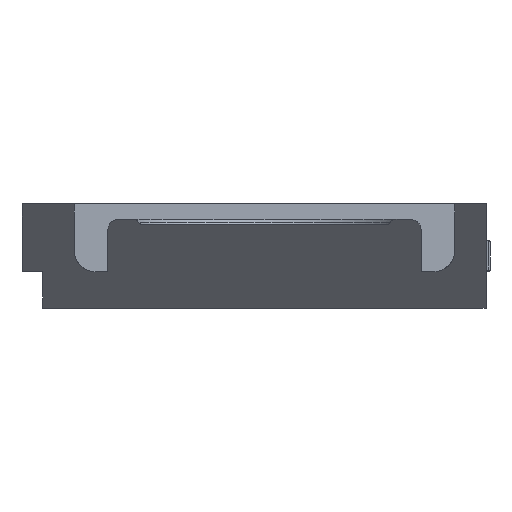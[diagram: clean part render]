
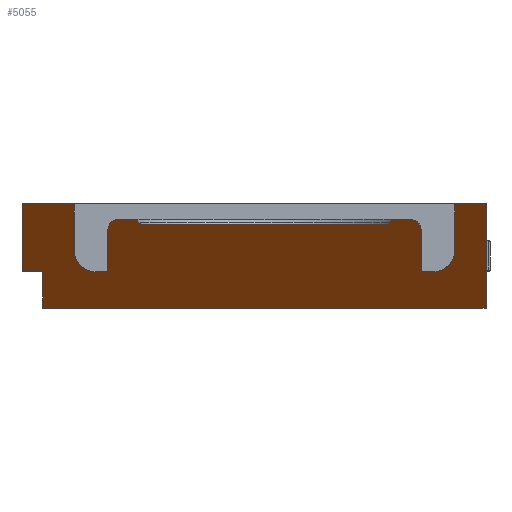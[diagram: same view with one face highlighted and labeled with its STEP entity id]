
A CAD part, front view. The second image highlights one B-rep face of the part: STEP entity #5055.
In plain terms, the highlighted planar face has unit normal (0, -0.707, -0.707).
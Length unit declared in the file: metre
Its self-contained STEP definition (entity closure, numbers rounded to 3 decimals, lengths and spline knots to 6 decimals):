
#76=ELLIPSE('',#5162,0.001414,0.001);
#77=ELLIPSE('',#5164,0.001414,0.001);
#78=ELLIPSE('',#5173,0.002828,0.002);
#97=ELLIPSE('',#5273,0.005657,0.004);
#119=ELLIPSE('',#5436,0.005657,0.004);
#120=ELLIPSE('',#5440,0.002828,0.002);
#121=ELLIPSE('',#5442,0.001414,0.001);
#122=ELLIPSE('',#5444,0.001414,0.001);
#1531=ORIENTED_EDGE('',*,*,#1816,.T.);
#1532=ORIENTED_EDGE('',*,*,#1815,.F.);
#1533=ORIENTED_EDGE('',*,*,#2320,.T.);
#1534=ORIENTED_EDGE('',*,*,#1991,.T.);
#1535=ORIENTED_EDGE('',*,*,#2322,.T.);
#1536=ORIENTED_EDGE('',*,*,#2324,.T.);
#1537=ORIENTED_EDGE('',*,*,#2326,.T.);
#1538=ORIENTED_EDGE('',*,*,#2328,.T.);
#1539=ORIENTED_EDGE('',*,*,#2329,.T.);
#1540=ORIENTED_EDGE('',*,*,#2002,.T.);
#1541=ORIENTED_EDGE('',*,*,#2331,.T.);
#1542=ORIENTED_EDGE('',*,*,#2332,.T.);
#1543=ORIENTED_EDGE('',*,*,#1672,.T.);
#1544=ORIENTED_EDGE('',*,*,#2014,.T.);
#1545=ORIENTED_EDGE('',*,*,#2010,.T.);
#1546=ORIENTED_EDGE('',*,*,#2007,.T.);
#1547=ORIENTED_EDGE('',*,*,#2022,.T.);
#1548=ORIENTED_EDGE('',*,*,#2128,.T.);
#1549=ORIENTED_EDGE('',*,*,#2142,.T.);
#1550=ORIENTED_EDGE('',*,*,#2179,.T.);
#1551=ORIENTED_EDGE('',*,*,#2196,.T.);
#1552=ORIENTED_EDGE('',*,*,#1997,.T.);
#1553=ORIENTED_EDGE('',*,*,#1996,.F.);
#1554=ORIENTED_EDGE('',*,*,#2333,.T.);
#1555=ORIENTED_EDGE('',*,*,#2334,.T.);
#1556=ORIENTED_EDGE('',*,*,#1985,.T.);
#1672=EDGE_CURVE('',#2377,#2381,#2858,.T.);
#1815=EDGE_CURVE('',#2524,#2525,#2997,.T.);
#1816=EDGE_CURVE('',#2526,#2525,#2998,.T.);
#1985=EDGE_CURVE('',#2681,#2526,#3158,.T.);
#1991=EDGE_CURVE('',#2687,#2686,#3164,.T.);
#1996=EDGE_CURVE('',#2691,#2692,#3169,.T.);
#1997=EDGE_CURVE('',#2684,#2692,#3170,.T.);
#2002=EDGE_CURVE('',#2698,#2697,#3174,.T.);
#2007=EDGE_CURVE('',#2694,#2702,#3178,.T.);
#2010=EDGE_CURVE('',#2704,#2694,#76,.T.);
#2014=EDGE_CURVE('',#2381,#2704,#77,.T.);
#2022=EDGE_CURVE('',#2702,#2709,#78,.T.);
#2128=EDGE_CURVE('',#2709,#2743,#3272,.T.);
#2142=EDGE_CURVE('',#2743,#2748,#3283,.T.);
#2179=EDGE_CURVE('',#2748,#2778,#97,.T.);
#2196=EDGE_CURVE('',#2778,#2684,#3315,.T.);
#2320=EDGE_CURVE('',#2524,#2687,#3400,.T.);
#2322=EDGE_CURVE('',#2686,#2809,#3402,.T.);
#2324=EDGE_CURVE('',#2809,#2810,#119,.T.);
#2326=EDGE_CURVE('',#2810,#2811,#3405,.T.);
#2328=EDGE_CURVE('',#2811,#2812,#3407,.T.);
#2329=EDGE_CURVE('',#2812,#2698,#120,.T.);
#2331=EDGE_CURVE('',#2697,#2813,#121,.T.);
#2332=EDGE_CURVE('',#2813,#2377,#122,.T.);
#2333=EDGE_CURVE('',#2691,#2814,#3409,.T.);
#2334=EDGE_CURVE('',#2814,#2681,#3410,.T.);
#2377=VERTEX_POINT('',#6873);
#2381=VERTEX_POINT('',#6889);
#2524=VERTEX_POINT('',#7176);
#2525=VERTEX_POINT('',#7178);
#2526=VERTEX_POINT('',#7180);
#2681=VERTEX_POINT('',#7521);
#2684=VERTEX_POINT('',#7528);
#2686=VERTEX_POINT('',#7532);
#2687=VERTEX_POINT('',#7534);
#2691=VERTEX_POINT('',#7542);
#2692=VERTEX_POINT('',#7544);
#2694=VERTEX_POINT('',#7549);
#2697=VERTEX_POINT('',#7660);
#2698=VERTEX_POINT('',#7662);
#2702=VERTEX_POINT('',#7670);
#2704=VERTEX_POINT('',#7675);
#2709=VERTEX_POINT('',#7825);
#2743=VERTEX_POINT('',#8017);
#2748=VERTEX_POINT('',#8042);
#2778=VERTEX_POINT('',#8134);
#2809=VERTEX_POINT('',#8423);
#2810=VERTEX_POINT('',#8427);
#2811=VERTEX_POINT('',#8431);
#2812=VERTEX_POINT('',#8435);
#2813=VERTEX_POINT('',#8441);
#2814=VERTEX_POINT('',#8447);
#2858=LINE('',#6890,#3464);
#2997=LINE('',#7177,#3603);
#2998=LINE('',#7179,#3604);
#3158=LINE('',#7520,#3764);
#3164=LINE('',#7533,#3770);
#3169=LINE('',#7543,#3775);
#3170=LINE('',#7545,#3776);
#3174=LINE('',#7661,#3780);
#3178=LINE('',#7671,#3784);
#3272=LINE('',#8018,#3878);
#3283=LINE('',#8043,#3889);
#3315=LINE('',#8161,#3921);
#3400=LINE('',#8420,#4006);
#3402=LINE('',#8424,#4008);
#3405=LINE('',#8432,#4011);
#3407=LINE('',#8436,#4013);
#3409=LINE('',#8446,#4015);
#3410=LINE('',#8448,#4016);
#3464=VECTOR('',#5549,1.);
#3603=VECTOR('',#5698,1.);
#3604=VECTOR('',#5699,1.);
#3764=VECTOR('',#5901,1.);
#3770=VECTOR('',#5909,1.);
#3775=VECTOR('',#5914,1.);
#3776=VECTOR('',#5915,1.);
#3780=VECTOR('',#5921,1.);
#3784=VECTOR('',#5927,1.);
#3878=VECTOR('',#6179,1.);
#3889=VECTOR('',#6208,1.);
#3921=VECTOR('',#6320,1.);
#4006=VECTOR('',#6695,1.);
#4008=VECTOR('',#6699,1.);
#4011=VECTOR('',#6708,1.);
#4013=VECTOR('',#6712,1.);
#4015=VECTOR('',#6728,1.);
#4016=VECTOR('',#6729,1.);
#4305=EDGE_LOOP('',(#1531,#1532,#1533,#1534,#1535,#1536,#1537,#1538,#1539,
#1540,#1541,#1542,#1543,#1544,#1545,#1546,#1547,#1548,#1549,#1550,#1551,
#1552,#1553,#1554,#1555,#1556));
#4604=FACE_BOUND('',#4305,.T.);
#4804=PLANE('',#5445);
#5055=ADVANCED_FACE('',(#4604),#4804,.T.);
#5162=AXIS2_PLACEMENT_3D('',#7680,#5931,#5932);
#5164=AXIS2_PLACEMENT_3D('',#7755,#5935,#5936);
#5173=AXIS2_PLACEMENT_3D('',#7826,#5954,#5955);
#5273=AXIS2_PLACEMENT_3D('',#8135,#6279,#6280);
#5436=AXIS2_PLACEMENT_3D('',#8428,#6703,#6704);
#5440=AXIS2_PLACEMENT_3D('',#8438,#6715,#6716);
#5442=AXIS2_PLACEMENT_3D('',#8442,#6720,#6721);
#5444=AXIS2_PLACEMENT_3D('',#8444,#6724,#6725);
#5445=AXIS2_PLACEMENT_3D('',#8445,#6726,#6727);
#5549=DIRECTION('',(-1.,0.,0.));
#5698=DIRECTION('',(-1.,0.,0.));
#5699=DIRECTION('',(1.,0.,0.));
#5901=DIRECTION('',(0.,0.707,-0.707));
#5909=DIRECTION('',(-1.,0.,0.));
#5914=DIRECTION('',(1.,0.,0.));
#5915=DIRECTION('',(-1.,0.,0.));
#5921=DIRECTION('',(-1.,0.,0.));
#5927=DIRECTION('',(-1.,0.,0.));
#5931=DIRECTION('',(0.,-0.707,-0.707));
#5932=DIRECTION('',(0.,-0.707,0.707));
#5935=DIRECTION('',(0.,0.707,0.707));
#5936=DIRECTION('',(0.,0.707,-0.707));
#5954=DIRECTION('',(0.,-0.707,-0.707));
#5955=DIRECTION('',(0.,-0.707,0.707));
#6179=DIRECTION('',(0.,0.707,-0.707));
#6208=DIRECTION('',(-1.,0.,0.));
#6279=DIRECTION('',(0.,0.707,0.707));
#6280=DIRECTION('',(0.,0.707,-0.707));
#6320=DIRECTION('',(0.,-0.707,0.707));
#6695=DIRECTION('',(0.,-0.707,0.707));
#6699=DIRECTION('',(0.,0.707,-0.707));
#6703=DIRECTION('',(0.,0.707,0.707));
#6704=DIRECTION('',(0.,0.707,-0.707));
#6708=DIRECTION('',(-1.,0.,0.));
#6712=DIRECTION('',(0.,-0.707,0.707));
#6715=DIRECTION('',(0.,-0.707,-0.707));
#6716=DIRECTION('',(0.,-0.707,0.707));
#6720=DIRECTION('',(0.,-0.707,-0.707));
#6721=DIRECTION('',(0.,-0.707,0.707));
#6724=DIRECTION('',(0.,0.707,0.707));
#6725=DIRECTION('',(0.,0.707,-0.707));
#6726=DIRECTION('',(0.,-0.707,-0.707));
#6727=DIRECTION('',(1.,0.,0.));
#6728=DIRECTION('',(0.,0.707,-0.707));
#6729=DIRECTION('',(1.,0.,0.));
#6873=CARTESIAN_POINT('',(0.248785,-0.236,0.002));
#6889=CARTESIAN_POINT('',(0.202204,-0.236,0.002));
#6890=CARTESIAN_POINT('',(0.194236,-0.236,0.002));
#7176=CARTESIAN_POINT('',(0.268,-0.22,-0.014));
#7177=CARTESIAN_POINT('',(0.268002,-0.22,-0.014));
#7178=CARTESIAN_POINT('',(0.26405,-0.22,-0.014));
#7179=CARTESIAN_POINT('',(0.2155,-0.22,-0.014));
#7180=CARTESIAN_POINT('',(0.183,-0.22,-0.014));
#7520=CARTESIAN_POINT('',(0.183,-0.210251,-0.023749));
#7521=CARTESIAN_POINT('',(0.183,-0.227,-0.007));
#7528=CARTESIAN_POINT('',(0.189,-0.24,0.006));
#7532=CARTESIAN_POINT('',(0.262,-0.24,0.006));
#7533=CARTESIAN_POINT('',(0.268,-0.24,0.006));
#7534=CARTESIAN_POINT('',(0.268,-0.24,0.006));
#7542=CARTESIAN_POINT('',(0.179,-0.24,0.006));
#7543=CARTESIAN_POINT('',(0.179,-0.24,0.006));
#7544=CARTESIAN_POINT('',(0.183,-0.24,0.006));
#7545=CARTESIAN_POINT('',(0.189,-0.24,0.006));
#7549=CARTESIAN_POINT('',(0.200472,-0.237,0.003));
#7660=CARTESIAN_POINT('',(0.250517,-0.237,0.003));
#7661=CARTESIAN_POINT('',(0.194236,-0.237,0.003));
#7662=CARTESIAN_POINT('',(0.253528,-0.237,0.003));
#7670=CARTESIAN_POINT('',(0.197472,-0.237,0.003));
#7671=CARTESIAN_POINT('',(0.194236,-0.237,0.003));
#7675=CARTESIAN_POINT('',(0.201338,-0.2365,0.0025));
#7680=CARTESIAN_POINT('',(0.200472,-0.236,0.002));
#7755=CARTESIAN_POINT('',(0.202204,-0.237,0.003));
#7825=CARTESIAN_POINT('',(0.195472,-0.235,0.001));
#7826=CARTESIAN_POINT('',(0.197472,-0.235,0.001));
#8017=CARTESIAN_POINT('',(0.195472,-0.227,-0.007));
#8018=CARTESIAN_POINT('',(0.195472,-0.196411,-0.037589));
#8042=CARTESIAN_POINT('',(0.193,-0.227,-0.007));
#8043=CARTESIAN_POINT('',(0.19425,-0.227,-0.007));
#8134=CARTESIAN_POINT('',(0.189,-0.231,-0.003));
#8135=CARTESIAN_POINT('',(0.193,-0.231,-0.003));
#8161=CARTESIAN_POINT('',(0.189,-0.149001,-0.084999));
#8420=CARTESIAN_POINT('',(0.268,-0.149001,-0.084999));
#8423=CARTESIAN_POINT('',(0.262,-0.231,-0.003));
#8424=CARTESIAN_POINT('',(0.262,-0.149001,-0.084999));
#8427=CARTESIAN_POINT('',(0.258,-0.227,-0.007));
#8428=CARTESIAN_POINT('',(0.258,-0.231,-0.003));
#8431=CARTESIAN_POINT('',(0.255528,-0.227,-0.007));
#8432=CARTESIAN_POINT('',(0.19425,-0.227,-0.007));
#8435=CARTESIAN_POINT('',(0.255528,-0.235,0.001));
#8436=CARTESIAN_POINT('',(0.255528,-0.211248,-0.022752));
#8438=CARTESIAN_POINT('',(0.253528,-0.235,0.001));
#8441=CARTESIAN_POINT('',(0.249651,-0.2365,0.0025));
#8442=CARTESIAN_POINT('',(0.250517,-0.236,0.002));
#8444=CARTESIAN_POINT('',(0.248785,-0.237,0.003));
#8445=CARTESIAN_POINT('',(0.163,-0.190503,-0.043497));
#8446=CARTESIAN_POINT('',(0.179,-0.210251,-0.023749));
#8447=CARTESIAN_POINT('',(0.179,-0.227,-0.007));
#8448=CARTESIAN_POINT('',(0.179,-0.227,-0.007));
